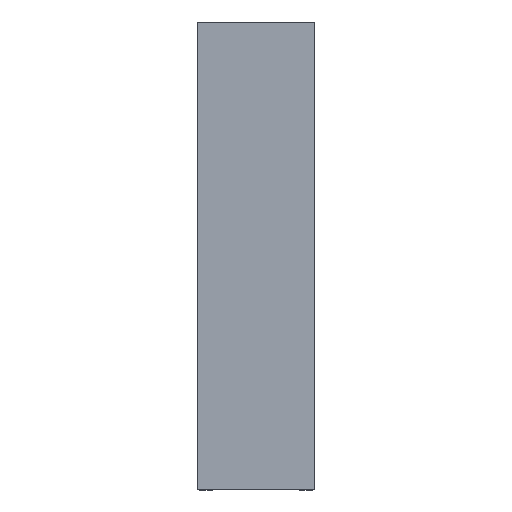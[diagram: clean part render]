
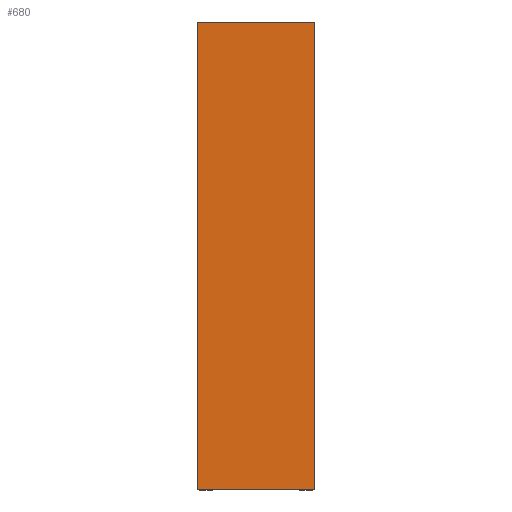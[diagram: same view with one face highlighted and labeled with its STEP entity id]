
A CAD part, top view. The second image highlights one B-rep face of the part: STEP entity #680.
In plain terms, the highlighted planar face has unit normal (0, 0, 1).
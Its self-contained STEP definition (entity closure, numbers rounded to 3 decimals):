
#653=AXIS2_PLACEMENT_3D('Plane Axis2P3D',#650,#651,#652) ;
#314=CARTESIAN_POINT('Vertex',(-0.1,18.3,4.1)) ;
#317=CARTESIAN_POINT('Line Origine',(2.2,18.3,4.1)) ;
#321=CARTESIAN_POINT('Vertex',(4.5,18.3,4.1)) ;
#650=CARTESIAN_POINT('Axis2P3D Location',(-0.1,9.15,4.1)) ;
#655=CARTESIAN_POINT('Line Origine',(4.5,9.15,4.1)) ;
#659=CARTESIAN_POINT('Vertex',(4.5,0.,4.1)) ;
#662=CARTESIAN_POINT('Line Origine',(-0.1,9.15,4.1)) ;
#666=CARTESIAN_POINT('Vertex',(-0.1,0.,4.1)) ;
#669=CARTESIAN_POINT('Line Origine',(2.2,0.,4.1)) ;
#318=DIRECTION('Vector Direction',(1.,0.,0.)) ;
#651=DIRECTION('Axis2P3D Direction',(0.,0.,-1.)) ;
#652=DIRECTION('Axis2P3D XDirection',(1.,0.,0.)) ;
#656=DIRECTION('Vector Direction',(0.,-1.,0.)) ;
#663=DIRECTION('Vector Direction',(0.,-1.,0.)) ;
#670=DIRECTION('Vector Direction',(1.,0.,0.)) ;
#319=VECTOR('Line Direction',#318,1.) ;
#657=VECTOR('Line Direction',#656,1.) ;
#664=VECTOR('Line Direction',#663,1.) ;
#671=VECTOR('Line Direction',#670,1.) ;
#675=ORIENTED_EDGE('',*,*,#661,.F.) ;
#676=ORIENTED_EDGE('',*,*,#323,.T.) ;
#677=ORIENTED_EDGE('',*,*,#668,.T.) ;
#678=ORIENTED_EDGE('',*,*,#673,.F.) ;
#680=ADVANCED_FACE('S3D_gedreht',(#679),#654,.F.) ;
#323=EDGE_CURVE('',#322,#315,#320,.F.) ;
#661=EDGE_CURVE('',#322,#660,#658,.T.) ;
#668=EDGE_CURVE('',#315,#667,#665,.T.) ;
#673=EDGE_CURVE('',#660,#667,#672,.F.) ;
#674=EDGE_LOOP('',(#675,#676,#677,#678)) ;
#679=FACE_OUTER_BOUND('',#674,.T.) ;
#320=LINE('Line',#317,#319) ;
#658=LINE('Line',#655,#657) ;
#665=LINE('Line',#662,#664) ;
#672=LINE('Line',#669,#671) ;
#654=PLANE('',#653) ;
#315=VERTEX_POINT('',#314) ;
#322=VERTEX_POINT('',#321) ;
#660=VERTEX_POINT('',#659) ;
#667=VERTEX_POINT('',#666) ;
